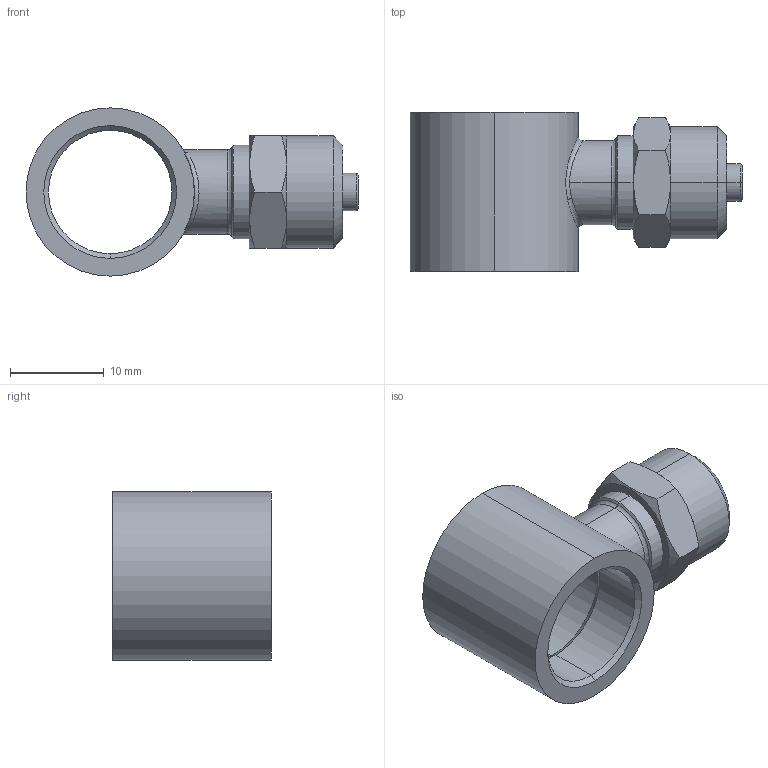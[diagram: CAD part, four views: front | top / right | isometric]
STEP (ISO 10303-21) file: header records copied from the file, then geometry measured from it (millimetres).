
FILE_DESCRIPTION (( 'STEP AP203' ), '1' );
FILE_NAME ('02130032.STEP', '2011-09-30T07:26:45', ( '' ), ( 'sopra-pneumatic' ), 'SwSTEP 2.0', 'SolidWorks 2011', '' );
FILE_SCHEMA (( 'CONFIG_CONTROL_DESIGN' ));
Length unit declared in the file: millimetre
Products named in the file (1): 02130032
Bounding box: 35.5 x 17 x 18 mm (x, y, z)
Volume: 3286.8 mm3; surface area: 2814.4 mm2
Topology: 1 solids, 1 shells, 64 faces, 138 edges, 80 vertices
Faces by surface type: cone 26, cylinder 20, plane 12, torus 4, bspline 2
Entity records: 2275 total; most frequent: CARTESIAN_POINT 819, DIRECTION 300, ORIENTED_EDGE 276, EDGE_CURVE 138, AXIS2_PLACEMENT_3D 127, VERTEX_POINT 80, EDGE_LOOP 72, CIRCLE 64
